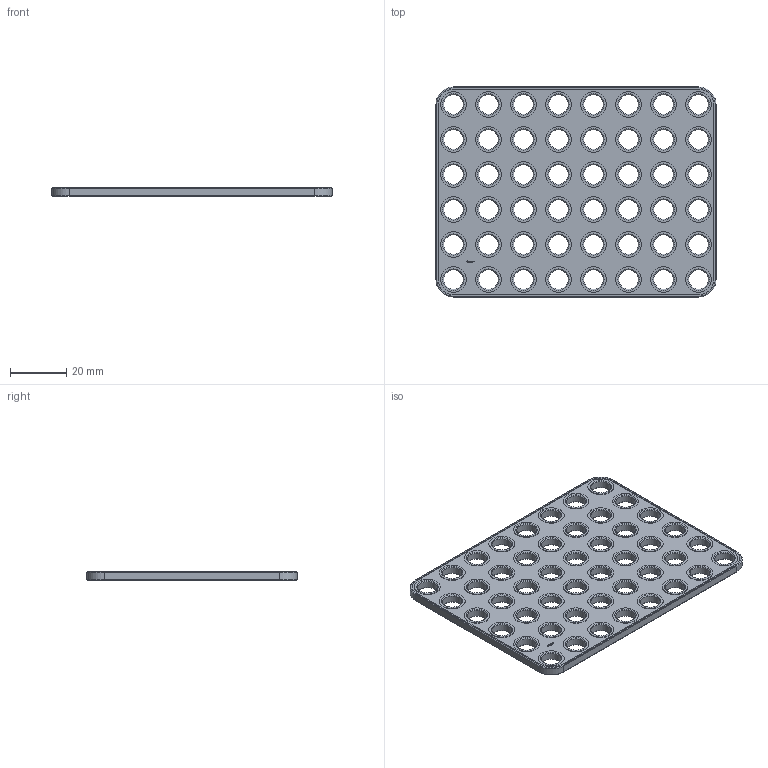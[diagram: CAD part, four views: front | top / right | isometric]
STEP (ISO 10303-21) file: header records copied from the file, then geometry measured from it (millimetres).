
FILE_DESCRIPTION(('FreeCAD Model'),'2;1');
FILE_NAME('Open CASCADE Shape Model','2024-10-08T01:48:55',(''),(''), 'Open CASCADE STEP processor 7.7','FreeCAD','Unknown');
FILE_SCHEMA(('AUTOMOTIVE_DESIGN { 1 0 10303 214 1 1 1 1 }'));
Length unit declared in the file: millimetre
Products named in the file (1): Plate RCT CRNR BU08x06x00.25 - SPN-PLT-0104 (stemfie.org)
Bounding box: 100 x 75 x 3.12 mm (x, y, z)
Volume: 16630.6 mm3; surface area: 15463.4 mm2
Topology: 1 solids, 1 shells, 703 faces, 1748 edges, 1128 vertices
Faces by surface type: plane 381, extrusion 114, cylinder 104, cone 104
Full cylindrical faces by diameter (mm): 7 x48, 9.2 x48
Entity records: 21286 total; most frequent: CARTESIAN_POINT 4510, ORIENTED_EDGE 3496, DIRECTION 3126, EDGE_CURVE 1748, VECTOR 1322, LINE 1208, VERTEX_POINT 1128, AXIS2_PLACEMENT_3D 902
